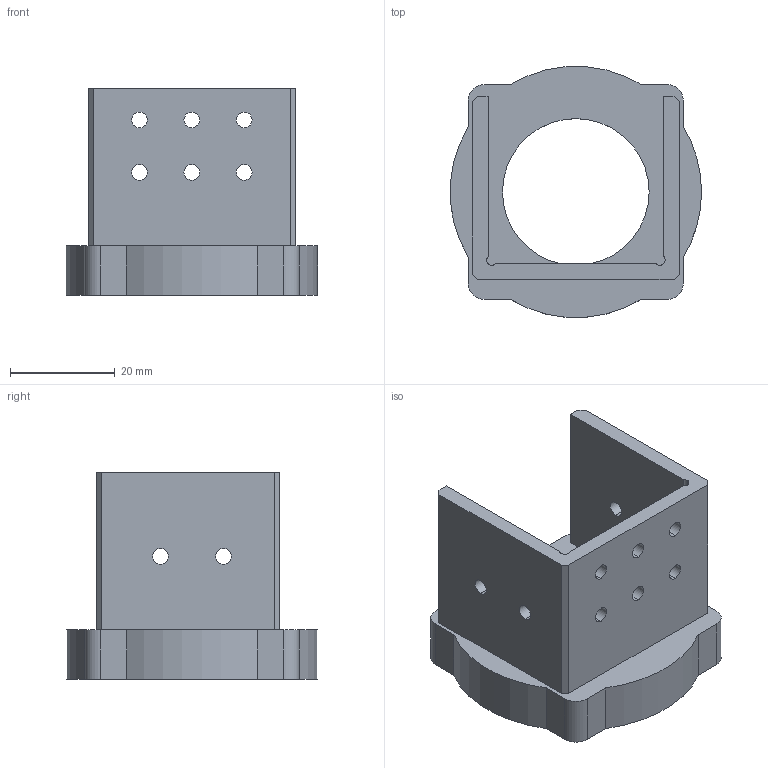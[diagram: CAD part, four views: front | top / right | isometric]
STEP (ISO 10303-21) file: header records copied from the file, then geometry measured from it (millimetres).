
FILE_DESCRIPTION (( 'STEP AP214' ), '1' );
FILE_NAME ('俋褲.STEP', '2021-07-27T12:02:51', ( '' ), ( '' ), 'SwSTEP 2.0', 'SolidWorks 2021', '' );
FILE_SCHEMA (( 'AUTOMOTIVE_DESIGN' ));
Length unit declared in the file: millimetre
Products named in the file (1): 俋褲
Bounding box: 47.93 x 47.85 x 39.5 mm (x, y, z)
Volume: 15550.4 mm3; surface area: 11913.3 mm2
Topology: 1 solids, 1 shells, 80 faces, 220 edges, 140 vertices
Faces by surface type: cylinder 47, plane 25, cone 8
Entity records: 2684 total; most frequent: DIRECTION 468, CARTESIAN_POINT 433, ORIENTED_EDGE 424, EDGE_CURVE 212, AXIS2_PLACEMENT_3D 175, VERTEX_POINT 140, LINE 118, VECTOR 118
